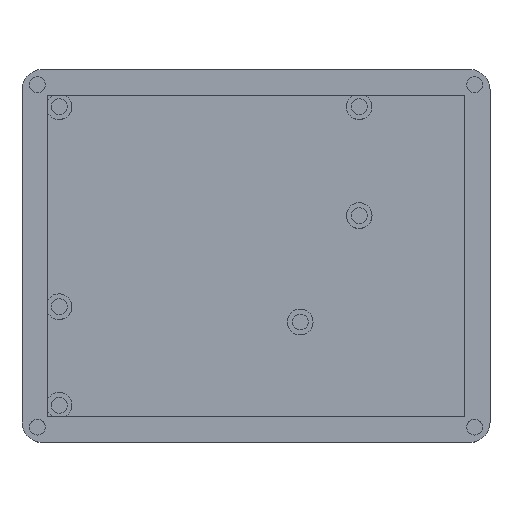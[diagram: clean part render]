
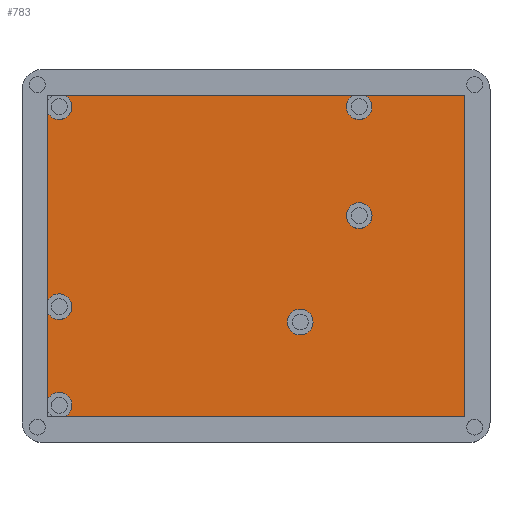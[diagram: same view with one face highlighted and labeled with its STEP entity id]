
A CAD part, top view. The second image highlights one B-rep face of the part: STEP entity #783.
In plain terms, the highlighted planar face has unit normal (0, 0, 1).
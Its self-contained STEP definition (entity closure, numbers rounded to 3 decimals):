
#20=FACE_BOUND('',#135,.T.);
#21=FACE_BOUND('',#136,.T.);
#41=PLANE('',#852);
#78=FACE_OUTER_BOUND('',#134,.T.);
#134=EDGE_LOOP('',(#632,#633,#634,#635,#636,#637,#638,#639,#640,#641));
#135=EDGE_LOOP('',(#642));
#136=EDGE_LOOP('',(#643));
#176=LINE('',#1198,#240);
#180=LINE('',#1206,#244);
#187=LINE('',#1220,#251);
#194=LINE('',#1234,#258);
#204=LINE('',#1253,#268);
#208=LINE('',#1261,#272);
#240=VECTOR('',#950,10.);
#244=VECTOR('',#956,10.);
#251=VECTOR('',#965,10.);
#258=VECTOR('',#972,10.);
#268=VECTOR('',#984,10.);
#272=VECTOR('',#988,10.);
#316=CIRCLE('',#853,2.5);
#317=CIRCLE('',#854,2.5);
#318=CIRCLE('',#855,2.5);
#319=CIRCLE('',#856,2.5);
#320=CIRCLE('',#857,2.5);
#321=CIRCLE('',#858,2.5);
#352=VERTEX_POINT('',#1196);
#353=VERTEX_POINT('',#1197);
#356=VERTEX_POINT('',#1205);
#362=VERTEX_POINT('',#1219);
#368=VERTEX_POINT('',#1231);
#369=VERTEX_POINT('',#1233);
#376=VERTEX_POINT('',#1250);
#377=VERTEX_POINT('',#1252);
#380=VERTEX_POINT('',#1258);
#381=VERTEX_POINT('',#1260);
#400=VERTEX_POINT('',#1321);
#401=VERTEX_POINT('',#1323);
#428=EDGE_CURVE('',#352,#353,#176,.T.);
#432=EDGE_CURVE('',#356,#352,#180,.T.);
#439=EDGE_CURVE('',#353,#362,#187,.T.);
#446=EDGE_CURVE('',#369,#368,#194,.T.);
#456=EDGE_CURVE('',#377,#376,#204,.T.);
#460=EDGE_CURVE('',#381,#380,#208,.T.);
#488=EDGE_CURVE('',#381,#368,#316,.T.);
#489=EDGE_CURVE('',#377,#380,#317,.T.);
#490=EDGE_CURVE('',#356,#376,#318,.T.);
#491=EDGE_CURVE('',#369,#362,#319,.T.);
#492=EDGE_CURVE('',#400,#400,#320,.T.);
#493=EDGE_CURVE('',#401,#401,#321,.T.);
#632=ORIENTED_EDGE('',*,*,#446,.T.);
#633=ORIENTED_EDGE('',*,*,#488,.F.);
#634=ORIENTED_EDGE('',*,*,#460,.T.);
#635=ORIENTED_EDGE('',*,*,#489,.F.);
#636=ORIENTED_EDGE('',*,*,#456,.T.);
#637=ORIENTED_EDGE('',*,*,#490,.F.);
#638=ORIENTED_EDGE('',*,*,#432,.T.);
#639=ORIENTED_EDGE('',*,*,#428,.T.);
#640=ORIENTED_EDGE('',*,*,#439,.T.);
#641=ORIENTED_EDGE('',*,*,#491,.F.);
#642=ORIENTED_EDGE('',*,*,#492,.F.);
#643=ORIENTED_EDGE('',*,*,#493,.F.);
#783=ADVANCED_FACE('',(#78,#20,#21),#41,.T.);
#852=AXIS2_PLACEMENT_3D('',#1316,#1042,#1043);
#853=AXIS2_PLACEMENT_3D('',#1317,#1044,#1045);
#854=AXIS2_PLACEMENT_3D('',#1318,#1046,#1047);
#855=AXIS2_PLACEMENT_3D('',#1319,#1048,#1049);
#856=AXIS2_PLACEMENT_3D('',#1320,#1050,#1051);
#857=AXIS2_PLACEMENT_3D('',#1322,#1052,#1053);
#858=AXIS2_PLACEMENT_3D('',#1324,#1054,#1055);
#950=DIRECTION('',(0.,1.,0.));
#956=DIRECTION('',(1.,0.,0.));
#965=DIRECTION('',(-1.,0.,0.));
#972=DIRECTION('',(-1.,0.,0.));
#984=DIRECTION('',(0.,-1.,0.));
#988=DIRECTION('',(0.,-1.,0.));
#1042=DIRECTION('center_axis',(0.,0.,1.));
#1043=DIRECTION('ref_axis',(1.,0.,0.));
#1044=DIRECTION('center_axis',(0.,0.,1.));
#1045=DIRECTION('ref_axis',(1.,0.,0.));
#1046=DIRECTION('center_axis',(0.,0.,1.));
#1047=DIRECTION('ref_axis',(1.,0.,0.));
#1048=DIRECTION('center_axis',(0.,0.,1.));
#1049=DIRECTION('ref_axis',(1.,0.,0.));
#1050=DIRECTION('center_axis',(0.,0.,1.));
#1051=DIRECTION('ref_axis',(1.,0.,0.));
#1052=DIRECTION('center_axis',(0.,0.,1.));
#1053=DIRECTION('ref_axis',(1.,0.,0.));
#1054=DIRECTION('center_axis',(0.,0.,1.));
#1055=DIRECTION('ref_axis',(1.,0.,0.));
#1196=CARTESIAN_POINT('',(86.25,-67.75,2.));
#1197=CARTESIAN_POINT('',(86.25,-5.,2.));
#1198=CARTESIAN_POINT('',(86.25,-5.,2.));
#1205=CARTESIAN_POINT('',(8.34,-67.75,2.));
#1206=CARTESIAN_POINT('',(86.25,-67.75,2.));
#1219=CARTESIAN_POINT('',(66.84,-5.,2.));
#1220=CARTESIAN_POINT('',(5.,-5.,2.));
#1231=CARTESIAN_POINT('',(8.34,-5.,2.));
#1233=CARTESIAN_POINT('',(64.66,-5.,2.));
#1234=CARTESIAN_POINT('',(5.,-5.,2.));
#1250=CARTESIAN_POINT('',(5.,-64.41,2.));
#1252=CARTESIAN_POINT('',(5.,-47.34,2.));
#1253=CARTESIAN_POINT('',(5.,-67.75,2.));
#1258=CARTESIAN_POINT('',(5.,-45.16,2.));
#1260=CARTESIAN_POINT('',(5.,-8.34,2.));
#1261=CARTESIAN_POINT('',(5.,-67.75,2.));
#1316=CARTESIAN_POINT('Origin',(45.625,-36.375,2.));
#1317=CARTESIAN_POINT('Origin',(7.25,-7.25,2.));
#1318=CARTESIAN_POINT('Origin',(7.25,-46.25,2.));
#1319=CARTESIAN_POINT('Origin',(7.25,-65.5,2.));
#1320=CARTESIAN_POINT('Origin',(65.75,-7.25,2.));
#1321=CARTESIAN_POINT('',(51.75,-49.25,2.));
#1322=CARTESIAN_POINT('Origin',(54.25,-49.25,2.));
#1323=CARTESIAN_POINT('',(63.25,-28.5,2.));
#1324=CARTESIAN_POINT('Origin',(65.75,-28.5,2.));
